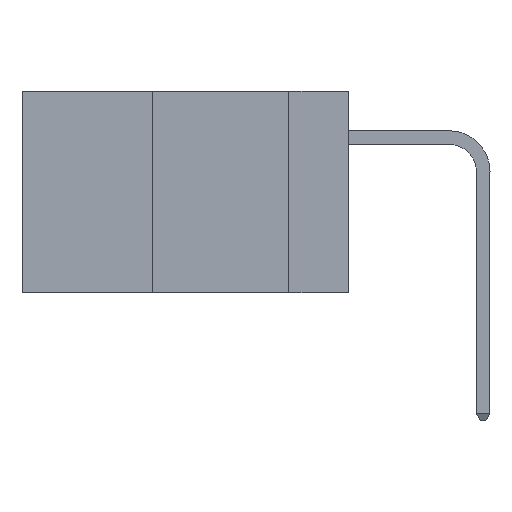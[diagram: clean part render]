
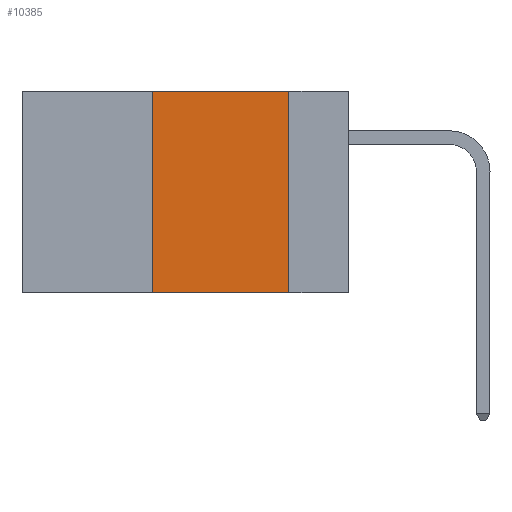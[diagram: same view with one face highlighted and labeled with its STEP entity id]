
A CAD part, left-side view. The second image highlights one B-rep face of the part: STEP entity #10385.
In plain terms, the highlighted planar face has unit normal (-1, 0, 0).
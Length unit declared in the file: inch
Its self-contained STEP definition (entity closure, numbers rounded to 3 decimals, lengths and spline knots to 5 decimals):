
#1121 = VECTOR ( 'NONE', #2164, 39.37008 ) ;
#1344 = EDGE_CURVE ( 'NONE', #21563, #3414, #3060, .T. ) ;
#2164 = DIRECTION ( 'NONE',  ( 0., 0., 1. ) ) ;
#2348 = DIRECTION ( 'NONE',  ( 0., -1., 0. ) ) ;
#3060 = LINE ( 'NONE', #5661, #14151 ) ;
#3414 = VERTEX_POINT ( 'NONE', #20475 ) ;
#5661 = CARTESIAN_POINT ( 'NONE',  ( 0., 0.6, -0.37 ) ) ;
#5746 = DIRECTION ( 'NONE',  ( 1., 0., 0. ) ) ;
#5829 = LINE ( 'NONE', #14829, #21939 ) ;
#7786 = CARTESIAN_POINT ( 'NONE',  ( 0., 0.36, 0. ) ) ;
#8021 = CARTESIAN_POINT ( 'NONE',  ( 0., 0.36, -0.37 ) ) ;
#8603 = EDGE_CURVE ( 'NONE', #21563, #16703, #12940, .T. ) ;
#8643 = EDGE_CURVE ( 'NONE', #16703, #21287, #5829, .T. ) ;
#9932 = VECTOR ( 'NONE', #18964, 39.37008 ) ;
#9984 = EDGE_CURVE ( 'NONE', #21287, #3414, #26348, .T. ) ;
#10385 = ADVANCED_FACE ( 'NONE', ( #16120 ), #24214, .F. ) ;
#11059 = ORIENTED_EDGE ( 'NONE', *, *, #1344, .T. ) ;
#12043 = ORIENTED_EDGE ( 'NONE', *, *, #8603, .F. ) ;
#12940 = LINE ( 'NONE', #22827, #1121 ) ;
#12975 = CARTESIAN_POINT ( 'NONE',  ( 0., 0.11, 0. ) ) ;
#14151 = VECTOR ( 'NONE', #20214, 39.37008 ) ;
#14829 = CARTESIAN_POINT ( 'NONE',  ( 0., 0.6, 0. ) ) ;
#14854 = CARTESIAN_POINT ( 'NONE',  ( 0., 0.11, 0. ) ) ;
#16120 = FACE_OUTER_BOUND ( 'NONE', #23992, .T. ) ;
#16703 = VERTEX_POINT ( 'NONE', #7786 ) ;
#18156 = CARTESIAN_POINT ( 'NONE',  ( 0., 0.6, 0. ) ) ;
#18964 = DIRECTION ( 'NONE',  ( 0., 0., -1. ) ) ;
#20207 = DIRECTION ( 'NONE',  ( 0., 0., -1. ) ) ;
#20214 = DIRECTION ( 'NONE',  ( 0., -1., 0. ) ) ;
#20475 = CARTESIAN_POINT ( 'NONE',  ( 0., 0.11, -0.37 ) ) ;
#21287 = VERTEX_POINT ( 'NONE', #12975 ) ;
#21563 = VERTEX_POINT ( 'NONE', #8021 ) ;
#21939 = VECTOR ( 'NONE', #2348, 39.37008 ) ;
#22827 = CARTESIAN_POINT ( 'NONE',  ( 0., 0.36, 0. ) ) ;
#23309 = ORIENTED_EDGE ( 'NONE', *, *, #8643, .F. ) ;
#23992 = EDGE_LOOP ( 'NONE', ( #24231, #23309, #12043, #11059 ) ) ;
#24214 = PLANE ( 'NONE',  #25497 ) ;
#24231 = ORIENTED_EDGE ( 'NONE', *, *, #9984, .F. ) ;
#25497 = AXIS2_PLACEMENT_3D ( 'NONE', #18156, #5746, #20207 ) ;
#26348 = LINE ( 'NONE', #14854, #9932 ) ;
